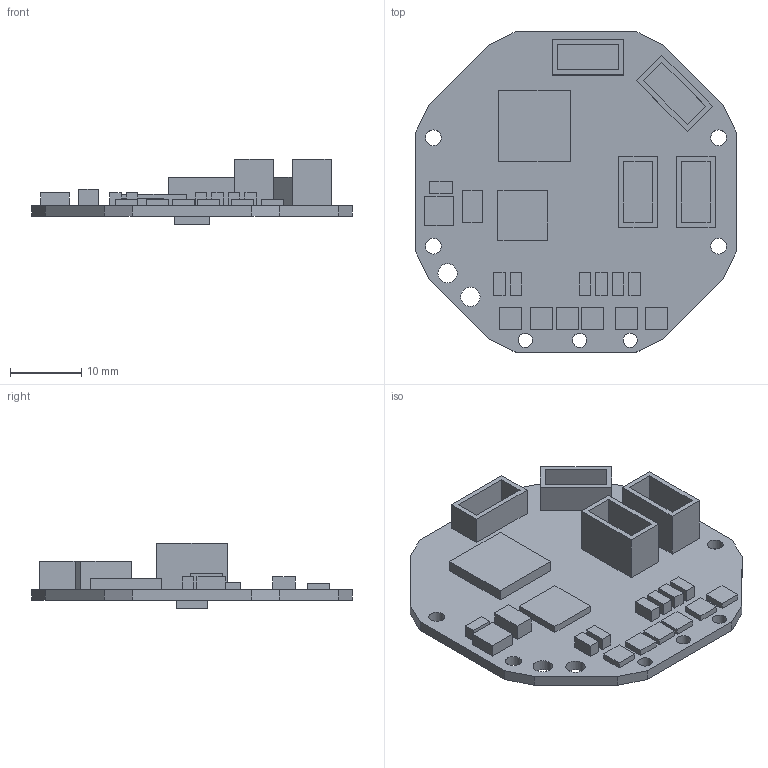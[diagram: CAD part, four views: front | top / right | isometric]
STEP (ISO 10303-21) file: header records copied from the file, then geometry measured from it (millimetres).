
FILE_DESCRIPTION(('FreeCAD Model'),'2;1');
FILE_NAME('moteus_controller.step', '2019-03-27T10:36:59',('Author'),(''), 'Open CASCADE STEP processor 7.3','FreeCAD','Unknown');
FILE_SCHEMA(('AUTOMOTIVE_DESIGN { 1 0 10303 214 1 1 1 1 }'));
Length unit declared in the file: millimetre
Products named in the file (1): JST6-Pocket
Bounding box: 45 x 45 x 9.2 mm (x, y, z)
Volume: 3444.7 mm3; surface area: 5120 mm2
Topology: 1 solids, 1 shells, 158 faces, 390 edges, 260 vertices
Faces by surface type: plane 149, cylinder 9
Full cylindrical faces by diameter (mm): 2 x3, 2.2 x4, 2.7 x2
Entity records: 9757 total; most frequent: CARTESIAN_POINT 1713, DIRECTION 1472, LINE 1118, VECTOR 1118, ORIENTED_EDGE 780, PCURVE 780, DEFINITIONAL_REPRESENTATION 780, EDGE_CURVE 390
